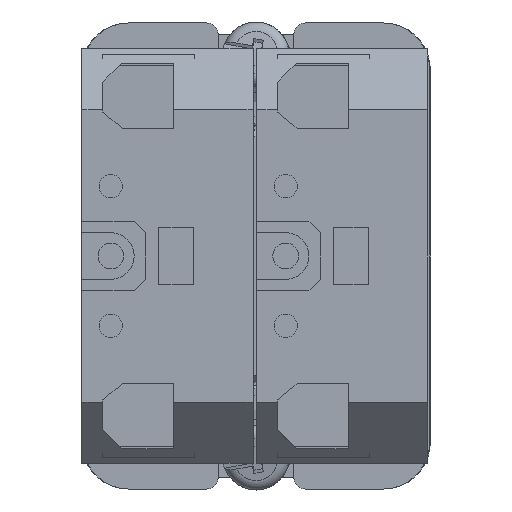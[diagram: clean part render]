
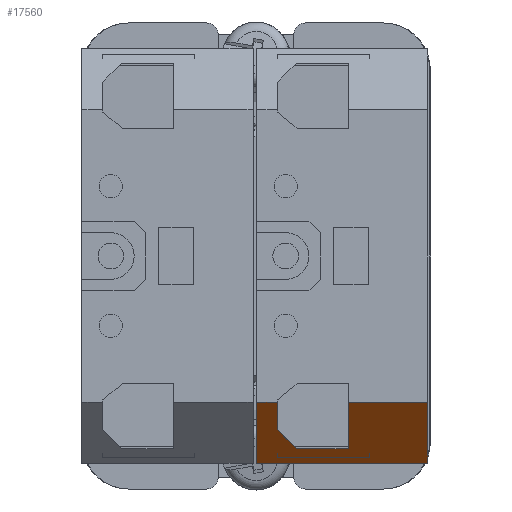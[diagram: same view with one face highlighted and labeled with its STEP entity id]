
A CAD part, front view. The second image highlights one B-rep face of the part: STEP entity #17560.
In plain terms, the highlighted planar face has unit normal (0, -0.707, -0.707).
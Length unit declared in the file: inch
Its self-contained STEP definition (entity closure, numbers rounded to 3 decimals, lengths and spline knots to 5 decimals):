
#252 = LINE ( 'NONE', #24527, #7452 ) ;
#437 = VECTOR ( 'NONE', #5925, 39.37008 ) ;
#838 = EDGE_CURVE ( 'NONE', #2836, #17044, #18258, .T. ) ;
#2000 = LINE ( 'NONE', #6950, #19001 ) ;
#2664 = EDGE_LOOP ( 'NONE', ( #10421, #15029, #20860, #27508, #33037, #26683, #17524, #34335, #25193 ) ) ;
#2836 = VERTEX_POINT ( 'NONE', #17989 ) ;
#3296 = DIRECTION ( 'NONE',  ( 0., 0.707, -0.707 ) ) ;
#3516 = EDGE_CURVE ( 'NONE', #23462, #17044, #15722, .T. ) ;
#3669 = LINE ( 'NONE', #25710, #24421 ) ;
#4092 = DIRECTION ( 'NONE',  ( 0., 0.707, -0.707 ) ) ;
#4400 = VECTOR ( 'NONE', #18013, 39.37008 ) ;
#5567 = CARTESIAN_POINT ( 'NONE',  ( 0.58056, -2.48228, -0.4948 ) ) ;
#5925 = DIRECTION ( 'NONE',  ( -1., 0., 0. ) ) ;
#6950 = CARTESIAN_POINT ( 'NONE',  ( 0.58056, -2.21787, -0.75921 ) ) ;
#7452 = VECTOR ( 'NONE', #8222, 39.37008 ) ;
#7555 = AXIS2_PLACEMENT_3D ( 'NONE', #31603, #25983, #12282 ) ;
#7622 = CARTESIAN_POINT ( 'NONE',  ( 0.31141, -2.21787, -0.75921 ) ) ;
#8111 = DIRECTION ( 'NONE',  ( 0., -0.707, 0.707 ) ) ;
#8222 = DIRECTION ( 'NONE',  ( 0.583, 0.574, -0.574 ) ) ;
#8566 = VERTEX_POINT ( 'NONE', #33264 ) ;
#8748 = CARTESIAN_POINT ( 'NONE',  ( 0.13667, -2.32694, -0.65015 ) ) ;
#9195 = EDGE_CURVE ( 'NONE', #8566, #22911, #13479, .T. ) ;
#9635 = CARTESIAN_POINT ( 'NONE',  ( 0.31141, -2.32588, -0.65121 ) ) ;
#10284 = VERTEX_POINT ( 'NONE', #8748 ) ;
#10421 = ORIENTED_EDGE ( 'NONE', *, *, #34047, .F. ) ;
#12176 = LINE ( 'NONE', #33655, #21491 ) ;
#12282 = DIRECTION ( 'NONE',  ( 0., 0.707, -0.707 ) ) ;
#12660 = CARTESIAN_POINT ( 'NONE',  ( 0.31141, -2.48228, -0.4948 ) ) ;
#13479 = LINE ( 'NONE', #17334, #13923 ) ;
#13923 = VECTOR ( 'NONE', #20285, 39.37008 ) ;
#14704 = DIRECTION ( 'NONE',  ( -1., 0., 0. ) ) ;
#15029 = ORIENTED_EDGE ( 'NONE', *, *, #9195, .T. ) ;
#15722 = LINE ( 'NONE', #7622, #28435 ) ;
#16458 = LINE ( 'NONE', #27412, #27868 ) ;
#17044 = VERTEX_POINT ( 'NONE', #12660 ) ;
#17334 = CARTESIAN_POINT ( 'NONE',  ( 0.58056, -2.48228, -0.4948 ) ) ;
#17524 = ORIENTED_EDGE ( 'NONE', *, *, #3516, .F. ) ;
#17560 = ADVANCED_FACE ( 'NONE', ( #32941 ), #23273, .F. ) ;
#17818 = CARTESIAN_POINT ( 'NONE',  ( 0.00182, -2.48228, -0.4948 ) ) ;
#17989 = CARTESIAN_POINT ( 'NONE',  ( 0.58056, -2.48228, -0.4948 ) ) ;
#18013 = DIRECTION ( 'NONE',  ( 0., 0.707, -0.707 ) ) ;
#18258 = LINE ( 'NONE', #5567, #437 ) ;
#18847 = LINE ( 'NONE', #26230, #4400 ) ;
#19001 = VECTOR ( 'NONE', #4092, 39.37008 ) ;
#19465 = EDGE_CURVE ( 'NONE', #2836, #20015, #2000, .T. ) ;
#20015 = VERTEX_POINT ( 'NONE', #21299 ) ;
#20285 = DIRECTION ( 'NONE',  ( -1., 0., 0. ) ) ;
#20860 = ORIENTED_EDGE ( 'NONE', *, *, #28820, .T. ) ;
#21299 = CARTESIAN_POINT ( 'NONE',  ( 0.58056, -2.27756, -0.69953 ) ) ;
#21491 = VECTOR ( 'NONE', #14704, 39.37008 ) ;
#22390 = CARTESIAN_POINT ( 'NONE',  ( 0.00182, -2.27756, -0.69953 ) ) ;
#22911 = VERTEX_POINT ( 'NONE', #17818 ) ;
#23239 = DIRECTION ( 'NONE',  ( -1., -0.006, 0.006 ) ) ;
#23273 = PLANE ( 'NONE',  #7555 ) ;
#23462 = VERTEX_POINT ( 'NONE', #9635 ) ;
#24277 = CARTESIAN_POINT ( 'NONE',  ( 0.07269, -2.38991, -0.58718 ) ) ;
#24421 = VECTOR ( 'NONE', #23239, 39.37008 ) ;
#24527 = CARTESIAN_POINT ( 'NONE',  ( 0.36089, -2.10627, -0.87082 ) ) ;
#24695 = EDGE_CURVE ( 'NONE', #20015, #26217, #12176, .T. ) ;
#25193 = ORIENTED_EDGE ( 'NONE', *, *, #30832, .F. ) ;
#25710 = CARTESIAN_POINT ( 'NONE',  ( 0.58185, -2.32424, -0.65285 ) ) ;
#25983 = DIRECTION ( 'NONE',  ( 0., 0.707, 0.707 ) ) ;
#26217 = VERTEX_POINT ( 'NONE', #22390 ) ;
#26230 = CARTESIAN_POINT ( 'NONE',  ( 0.00182, -2.21787, -0.75921 ) ) ;
#26683 = ORIENTED_EDGE ( 'NONE', *, *, #838, .T. ) ;
#27412 = CARTESIAN_POINT ( 'NONE',  ( 0.07269, -2.21787, -0.75921 ) ) ;
#27508 = ORIENTED_EDGE ( 'NONE', *, *, #24695, .F. ) ;
#27868 = VECTOR ( 'NONE', #3296, 39.37008 ) ;
#28435 = VECTOR ( 'NONE', #8111, 39.37008 ) ;
#28820 = EDGE_CURVE ( 'NONE', #22911, #26217, #18847, .T. ) ;
#30539 = EDGE_CURVE ( 'NONE', #23462, #10284, #3669, .T. ) ;
#30832 = EDGE_CURVE ( 'NONE', #35096, #10284, #252, .T. ) ;
#31603 = CARTESIAN_POINT ( 'NONE',  ( 0.58056, -2.21787, -0.75921 ) ) ;
#32941 = FACE_OUTER_BOUND ( 'NONE', #2664, .T. ) ;
#33037 = ORIENTED_EDGE ( 'NONE', *, *, #19465, .F. ) ;
#33264 = CARTESIAN_POINT ( 'NONE',  ( 0.07269, -2.48228, -0.4948 ) ) ;
#33655 = CARTESIAN_POINT ( 'NONE',  ( 0.58056, -2.27756, -0.69953 ) ) ;
#34047 = EDGE_CURVE ( 'NONE', #8566, #35096, #16458, .T. ) ;
#34335 = ORIENTED_EDGE ( 'NONE', *, *, #30539, .T. ) ;
#35096 = VERTEX_POINT ( 'NONE', #24277 ) ;
